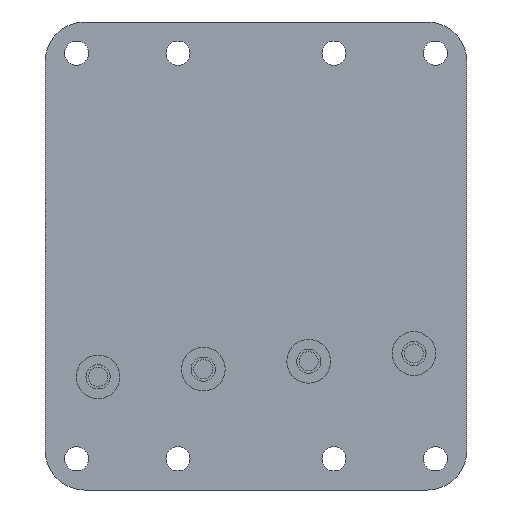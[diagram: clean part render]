
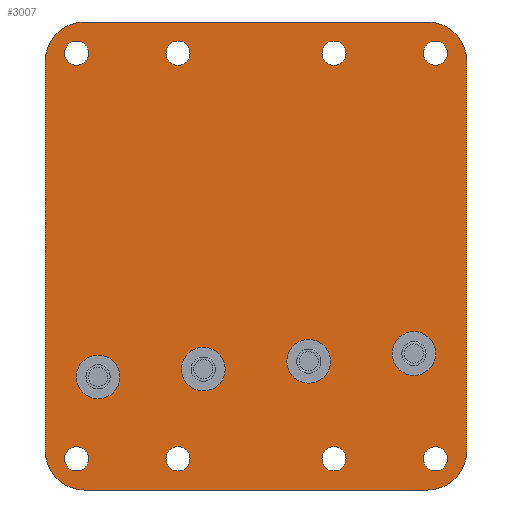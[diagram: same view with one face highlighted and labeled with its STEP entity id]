
A CAD part, front view. The second image highlights one B-rep face of the part: STEP entity #3007.
In plain terms, the highlighted planar face has unit normal (0, -1, 0).
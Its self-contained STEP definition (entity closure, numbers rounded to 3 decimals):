
#158=FACE_BOUND('',#557,.T.);
#159=FACE_BOUND('',#558,.T.);
#160=FACE_BOUND('',#559,.T.);
#161=FACE_BOUND('',#560,.T.);
#162=FACE_BOUND('',#561,.T.);
#163=FACE_BOUND('',#562,.T.);
#164=FACE_BOUND('',#563,.T.);
#165=FACE_BOUND('',#564,.T.);
#166=FACE_BOUND('',#565,.T.);
#167=FACE_BOUND('',#566,.T.);
#168=FACE_BOUND('',#567,.T.);
#169=FACE_BOUND('',#568,.T.);
#237=PLANE('',#3426);
#362=FACE_OUTER_BOUND('',#556,.T.);
#556=EDGE_LOOP('',(#2399,#2400,#2401,#2402,#2403,#2404,#2405,#2406));
#557=EDGE_LOOP('',(#2407));
#558=EDGE_LOOP('',(#2408));
#559=EDGE_LOOP('',(#2409));
#560=EDGE_LOOP('',(#2410));
#561=EDGE_LOOP('',(#2411,#2412));
#562=EDGE_LOOP('',(#2413,#2414));
#563=EDGE_LOOP('',(#2415,#2416));
#564=EDGE_LOOP('',(#2417,#2418));
#565=EDGE_LOOP('',(#2419));
#566=EDGE_LOOP('',(#2420));
#567=EDGE_LOOP('',(#2421));
#568=EDGE_LOOP('',(#2422));
#744=LINE('',#5166,#941);
#747=LINE('',#5172,#944);
#748=LINE('',#5176,#945);
#749=LINE('',#5180,#946);
#941=VECTOR('',#4094,10.);
#944=VECTOR('',#4099,10.);
#945=VECTOR('',#4102,10.);
#946=VECTOR('',#4105,10.);
#1126=CIRCLE('',#3279,1.55);
#1129=CIRCLE('',#3283,1.55);
#1132=CIRCLE('',#3287,1.55);
#1135=CIRCLE('',#3291,1.55);
#1136=CIRCLE('',#3293,2.8);
#1137=CIRCLE('',#3294,2.8);
#1141=CIRCLE('',#3300,2.8);
#1142=CIRCLE('',#3301,2.8);
#1146=CIRCLE('',#3307,2.8);
#1147=CIRCLE('',#3308,2.8);
#1151=CIRCLE('',#3314,2.8);
#1152=CIRCLE('',#3315,2.8);
#1201=CIRCLE('',#3388,1.55);
#1207=CIRCLE('',#3397,1.55);
#1213=CIRCLE('',#3406,1.55);
#1219=CIRCLE('',#3415,1.55);
#1223=CIRCLE('',#3424,5.);
#1224=CIRCLE('',#3427,5.);
#1225=CIRCLE('',#3428,5.);
#1226=CIRCLE('',#3429,5.);
#1350=VERTEX_POINT('',#4865);
#1353=VERTEX_POINT('',#4873);
#1356=VERTEX_POINT('',#4881);
#1359=VERTEX_POINT('',#4889);
#1360=VERTEX_POINT('',#4893);
#1361=VERTEX_POINT('',#4894);
#1365=VERTEX_POINT('',#4906);
#1366=VERTEX_POINT('',#4907);
#1370=VERTEX_POINT('',#4919);
#1371=VERTEX_POINT('',#4920);
#1375=VERTEX_POINT('',#4932);
#1376=VERTEX_POINT('',#4933);
#1425=VERTEX_POINT('',#5070);
#1431=VERTEX_POINT('',#5087);
#1437=VERTEX_POINT('',#5104);
#1443=VERTEX_POINT('',#5121);
#1458=VERTEX_POINT('',#5159);
#1459=VERTEX_POINT('',#5161);
#1460=VERTEX_POINT('',#5165);
#1462=VERTEX_POINT('',#5171);
#1463=VERTEX_POINT('',#5173);
#1464=VERTEX_POINT('',#5175);
#1465=VERTEX_POINT('',#5177);
#1466=VERTEX_POINT('',#5179);
#1672=EDGE_CURVE('',#1350,#1350,#1126,.T.);
#1676=EDGE_CURVE('',#1353,#1353,#1129,.T.);
#1680=EDGE_CURVE('',#1356,#1356,#1132,.T.);
#1684=EDGE_CURVE('',#1359,#1359,#1135,.T.);
#1685=EDGE_CURVE('',#1360,#1361,#1136,.T.);
#1686=EDGE_CURVE('',#1361,#1360,#1137,.T.);
#1691=EDGE_CURVE('',#1365,#1366,#1141,.T.);
#1692=EDGE_CURVE('',#1366,#1365,#1142,.T.);
#1697=EDGE_CURVE('',#1370,#1371,#1146,.T.);
#1698=EDGE_CURVE('',#1371,#1370,#1147,.T.);
#1703=EDGE_CURVE('',#1375,#1376,#1151,.T.);
#1704=EDGE_CURVE('',#1376,#1375,#1152,.T.);
#1768=EDGE_CURVE('',#1425,#1425,#1201,.T.);
#1776=EDGE_CURVE('',#1431,#1431,#1207,.T.);
#1784=EDGE_CURVE('',#1437,#1437,#1213,.T.);
#1792=EDGE_CURVE('',#1443,#1443,#1219,.T.);
#1810=EDGE_CURVE('',#1458,#1459,#1223,.T.);
#1812=EDGE_CURVE('',#1460,#1459,#744,.T.);
#1815=EDGE_CURVE('',#1458,#1462,#747,.T.);
#1816=EDGE_CURVE('',#1463,#1462,#1224,.T.);
#1817=EDGE_CURVE('',#1463,#1464,#748,.T.);
#1818=EDGE_CURVE('',#1465,#1464,#1225,.T.);
#1819=EDGE_CURVE('',#1465,#1466,#749,.T.);
#1820=EDGE_CURVE('',#1460,#1466,#1226,.T.);
#2399=ORIENTED_EDGE('',*,*,#1810,.F.);
#2400=ORIENTED_EDGE('',*,*,#1815,.T.);
#2401=ORIENTED_EDGE('',*,*,#1816,.F.);
#2402=ORIENTED_EDGE('',*,*,#1817,.T.);
#2403=ORIENTED_EDGE('',*,*,#1818,.F.);
#2404=ORIENTED_EDGE('',*,*,#1819,.T.);
#2405=ORIENTED_EDGE('',*,*,#1820,.F.);
#2406=ORIENTED_EDGE('',*,*,#1812,.T.);
#2407=ORIENTED_EDGE('',*,*,#1672,.T.);
#2408=ORIENTED_EDGE('',*,*,#1676,.T.);
#2409=ORIENTED_EDGE('',*,*,#1680,.T.);
#2410=ORIENTED_EDGE('',*,*,#1684,.T.);
#2411=ORIENTED_EDGE('',*,*,#1685,.T.);
#2412=ORIENTED_EDGE('',*,*,#1686,.T.);
#2413=ORIENTED_EDGE('',*,*,#1691,.T.);
#2414=ORIENTED_EDGE('',*,*,#1692,.T.);
#2415=ORIENTED_EDGE('',*,*,#1697,.T.);
#2416=ORIENTED_EDGE('',*,*,#1698,.T.);
#2417=ORIENTED_EDGE('',*,*,#1703,.T.);
#2418=ORIENTED_EDGE('',*,*,#1704,.T.);
#2419=ORIENTED_EDGE('',*,*,#1768,.T.);
#2420=ORIENTED_EDGE('',*,*,#1776,.T.);
#2421=ORIENTED_EDGE('',*,*,#1784,.T.);
#2422=ORIENTED_EDGE('',*,*,#1792,.T.);
#3007=ADVANCED_FACE('',(#362,#158,#159,#160,#161,#162,#163,#164,#165,#166,
#167,#168,#169),#237,.F.);
#3279=AXIS2_PLACEMENT_3D('',#4867,#3758,#3759);
#3283=AXIS2_PLACEMENT_3D('',#4875,#3767,#3768);
#3287=AXIS2_PLACEMENT_3D('',#4883,#3776,#3777);
#3291=AXIS2_PLACEMENT_3D('',#4891,#3785,#3786);
#3293=AXIS2_PLACEMENT_3D('',#4895,#3789,#3790);
#3294=AXIS2_PLACEMENT_3D('',#4896,#3791,#3792);
#3300=AXIS2_PLACEMENT_3D('',#4908,#3804,#3805);
#3301=AXIS2_PLACEMENT_3D('',#4909,#3806,#3807);
#3307=AXIS2_PLACEMENT_3D('',#4921,#3819,#3820);
#3308=AXIS2_PLACEMENT_3D('',#4922,#3821,#3822);
#3314=AXIS2_PLACEMENT_3D('',#4934,#3834,#3835);
#3315=AXIS2_PLACEMENT_3D('',#4935,#3836,#3837);
#3388=AXIS2_PLACEMENT_3D('',#5072,#3997,#3998);
#3397=AXIS2_PLACEMENT_3D('',#5089,#4017,#4018);
#3406=AXIS2_PLACEMENT_3D('',#5106,#4037,#4038);
#3415=AXIS2_PLACEMENT_3D('',#5123,#4057,#4058);
#3424=AXIS2_PLACEMENT_3D('',#5162,#4089,#4090);
#3426=AXIS2_PLACEMENT_3D('',#5170,#4097,#4098);
#3427=AXIS2_PLACEMENT_3D('',#5174,#4100,#4101);
#3428=AXIS2_PLACEMENT_3D('',#5178,#4103,#4104);
#3429=AXIS2_PLACEMENT_3D('',#5181,#4106,#4107);
#3758=DIRECTION('center_axis',(0.,1.,0.));
#3759=DIRECTION('ref_axis',(1.,0.,0.));
#3767=DIRECTION('center_axis',(0.,1.,0.));
#3768=DIRECTION('ref_axis',(1.,0.,0.));
#3776=DIRECTION('center_axis',(0.,1.,0.));
#3777=DIRECTION('ref_axis',(1.,0.,0.));
#3785=DIRECTION('center_axis',(0.,1.,0.));
#3786=DIRECTION('ref_axis',(1.,0.,0.));
#3789=DIRECTION('center_axis',(0.,1.,0.));
#3790=DIRECTION('ref_axis',(1.,0.,0.));
#3791=DIRECTION('center_axis',(0.,1.,0.));
#3792=DIRECTION('ref_axis',(1.,0.,0.));
#3804=DIRECTION('center_axis',(0.,1.,0.));
#3805=DIRECTION('ref_axis',(1.,0.,0.));
#3806=DIRECTION('center_axis',(0.,1.,0.));
#3807=DIRECTION('ref_axis',(1.,0.,0.));
#3819=DIRECTION('center_axis',(0.,1.,0.));
#3820=DIRECTION('ref_axis',(1.,0.,0.));
#3821=DIRECTION('center_axis',(0.,1.,0.));
#3822=DIRECTION('ref_axis',(1.,0.,0.));
#3834=DIRECTION('center_axis',(0.,1.,0.));
#3835=DIRECTION('ref_axis',(1.,0.,0.));
#3836=DIRECTION('center_axis',(0.,1.,0.));
#3837=DIRECTION('ref_axis',(1.,0.,0.));
#3997=DIRECTION('center_axis',(0.,1.,0.));
#3998=DIRECTION('ref_axis',(1.,0.,0.));
#4017=DIRECTION('center_axis',(0.,1.,0.));
#4018=DIRECTION('ref_axis',(1.,0.,0.));
#4037=DIRECTION('center_axis',(0.,1.,0.));
#4038=DIRECTION('ref_axis',(1.,0.,0.));
#4057=DIRECTION('center_axis',(0.,1.,0.));
#4058=DIRECTION('ref_axis',(1.,0.,0.));
#4089=DIRECTION('center_axis',(0.,1.,0.));
#4090=DIRECTION('ref_axis',(0.707,0.,-0.707));
#4094=DIRECTION('',(1.,0.,0.));
#4097=DIRECTION('center_axis',(0.,1.,0.));
#4098=DIRECTION('ref_axis',(0.,0.,1.));
#4099=DIRECTION('',(0.,0.,1.));
#4100=DIRECTION('center_axis',(0.,1.,0.));
#4101=DIRECTION('ref_axis',(0.707,0.,0.707));
#4102=DIRECTION('',(-1.,0.,0.));
#4103=DIRECTION('center_axis',(0.,1.,0.));
#4104=DIRECTION('ref_axis',(-0.707,0.,0.707));
#4105=DIRECTION('',(0.,0.,-1.));
#4106=DIRECTION('center_axis',(0.,1.,0.));
#4107=DIRECTION('ref_axis',(-0.707,0.,-0.707));
#4865=CARTESIAN_POINT('',(-38.55,0.,-56.));
#4867=CARTESIAN_POINT('Origin',(-37.,0.,-56.));
#4873=CARTESIAN_POINT('',(-18.55,0.,-4.));
#4875=CARTESIAN_POINT('Origin',(-17.,0.,-4.));
#4881=CARTESIAN_POINT('',(-38.55,0.,-4.));
#4883=CARTESIAN_POINT('Origin',(-37.,0.,-4.));
#4889=CARTESIAN_POINT('',(-18.55,0.,-56.));
#4891=CARTESIAN_POINT('Origin',(-17.,0.,-56.));
#4893=CARTESIAN_POINT('',(-17.45,0.,-43.5));
#4894=CARTESIAN_POINT('',(-23.05,0.,-43.5));
#4895=CARTESIAN_POINT('Origin',(-20.25,0.,-43.5));
#4896=CARTESIAN_POINT('Origin',(-20.25,0.,-43.5));
#4906=CARTESIAN_POINT('',(-44.45,0.,-45.5));
#4907=CARTESIAN_POINT('',(-50.05,0.,-45.5));
#4908=CARTESIAN_POINT('Origin',(-47.25,0.,-45.5));
#4909=CARTESIAN_POINT('Origin',(-47.25,0.,-45.5));
#4919=CARTESIAN_POINT('',(-30.95,0.,-44.5));
#4920=CARTESIAN_POINT('',(-36.55,0.,-44.5));
#4921=CARTESIAN_POINT('Origin',(-33.75,0.,-44.5));
#4922=CARTESIAN_POINT('Origin',(-33.75,0.,-44.5));
#4932=CARTESIAN_POINT('',(-3.95,0.,-42.5));
#4933=CARTESIAN_POINT('',(-9.55,0.,-42.5));
#4934=CARTESIAN_POINT('Origin',(-6.75,0.,-42.5));
#4935=CARTESIAN_POINT('Origin',(-6.75,0.,-42.5));
#5070=CARTESIAN_POINT('',(-51.55,0.,-56.));
#5072=CARTESIAN_POINT('Origin',(-50.,0.,-56.));
#5087=CARTESIAN_POINT('',(-5.55,0.,-4.));
#5089=CARTESIAN_POINT('Origin',(-4.,0.,-4.));
#5104=CARTESIAN_POINT('',(-51.55,0.,-4.));
#5106=CARTESIAN_POINT('Origin',(-50.,0.,-4.));
#5121=CARTESIAN_POINT('',(-5.55,0.,-56.));
#5123=CARTESIAN_POINT('Origin',(-4.,0.,-56.));
#5159=CARTESIAN_POINT('',(0.,0.,-55.));
#5161=CARTESIAN_POINT('',(-5.,0.,-60.));
#5162=CARTESIAN_POINT('Origin',(-5.,0.,-55.));
#5165=CARTESIAN_POINT('',(-49.,0.,-60.));
#5166=CARTESIAN_POINT('',(-54.,0.,-60.));
#5170=CARTESIAN_POINT('Origin',(-27.,0.,-30.));
#5171=CARTESIAN_POINT('',(0.,0.,-5.));
#5172=CARTESIAN_POINT('',(0.,0.,-60.));
#5173=CARTESIAN_POINT('',(-5.,0.,0.));
#5174=CARTESIAN_POINT('Origin',(-5.,0.,-5.));
#5175=CARTESIAN_POINT('',(-49.,0.,0.));
#5176=CARTESIAN_POINT('',(0.,0.,0.));
#5177=CARTESIAN_POINT('',(-54.,0.,-5.));
#5178=CARTESIAN_POINT('Origin',(-49.,0.,-5.));
#5179=CARTESIAN_POINT('',(-54.,0.,-55.));
#5180=CARTESIAN_POINT('',(-54.,0.,0.));
#5181=CARTESIAN_POINT('Origin',(-49.,0.,-55.));
